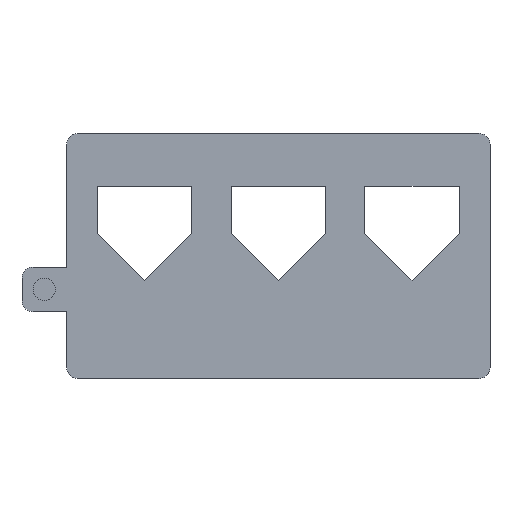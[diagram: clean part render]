
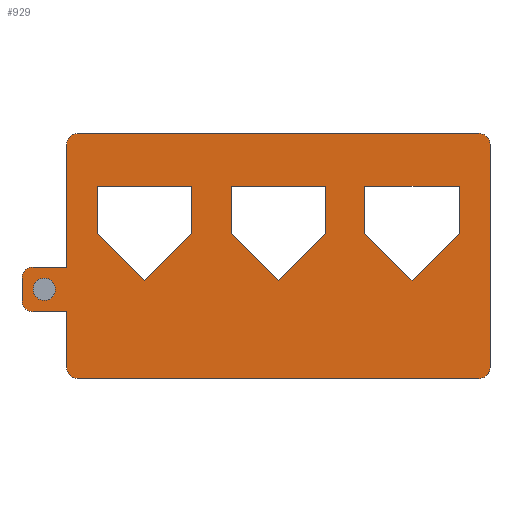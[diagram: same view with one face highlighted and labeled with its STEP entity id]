
A CAD part, top view. The second image highlights one B-rep face of the part: STEP entity #929.
In plain terms, the highlighted planar face has unit normal (0, 0, 1).
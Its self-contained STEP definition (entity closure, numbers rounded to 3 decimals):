
#32=CARTESIAN_POINT('',(-22.,-2.999,17.9));
#33=VERTEX_POINT('',#32);
#50=CARTESIAN_POINT('',(-19.,-2.999,17.9));
#51=VERTEX_POINT('',#50);
#58=CARTESIAN_POINT('',(-22.,-2.999,17.9));
#59=DIRECTION('',(1.,0.,-0.));
#60=VECTOR('',#59,3.);
#61=LINE('',#58,#60);
#62=EDGE_CURVE('',#33,#51,#61,.T.);
#72=CARTESIAN_POINT('',(18.,13.001,17.9));
#73=VERTEX_POINT('',#72);
#90=CARTESIAN_POINT('',(-18.,13.001,17.9));
#91=VERTEX_POINT('',#90);
#98=CARTESIAN_POINT('',(18.,13.001,17.9));
#99=DIRECTION('',(-1.,0.,0.));
#100=VECTOR('',#99,36.);
#101=LINE('',#98,#100);
#102=EDGE_CURVE('',#73,#91,#101,.T.);
#364=CARTESIAN_POINT('',(16.242,4.001,17.9));
#365=VERTEX_POINT('',#364);
#366=CARTESIAN_POINT('',(12.,-0.242,17.9));
#367=VERTEX_POINT('',#366);
#368=CARTESIAN_POINT('',(16.242,4.001,17.9));
#369=DIRECTION('',(-0.707,-0.707,0.));
#370=VECTOR('',#369,6.);
#371=LINE('',#368,#370);
#372=EDGE_CURVE('',#365,#367,#371,.T.);
#395=CARTESIAN_POINT('',(7.757,4.001,17.9));
#396=VERTEX_POINT('',#395);
#397=CARTESIAN_POINT('',(12.,-0.242,17.9));
#398=DIRECTION('',(-0.707,0.707,0.));
#399=VECTOR('',#398,6.);
#400=LINE('',#397,#399);
#401=EDGE_CURVE('',#367,#396,#400,.T.);
#419=CARTESIAN_POINT('',(7.757,8.243,17.9));
#420=VERTEX_POINT('',#419);
#421=CARTESIAN_POINT('',(7.757,8.243,17.9));
#422=DIRECTION('',(0.,-1.,0.));
#423=VECTOR('',#422,4.242);
#424=LINE('',#421,#423);
#425=EDGE_CURVE('',#420,#396,#424,.T.);
#443=CARTESIAN_POINT('',(16.242,8.243,17.9));
#444=VERTEX_POINT('',#443);
#445=CARTESIAN_POINT('',(7.757,8.243,17.9));
#446=DIRECTION('',(1.,0.,-0.));
#447=VECTOR('',#446,8.485);
#448=LINE('',#445,#447);
#449=EDGE_CURVE('',#420,#444,#448,.T.);
#467=CARTESIAN_POINT('',(4.242,8.243,17.9));
#468=VERTEX_POINT('',#467);
#469=CARTESIAN_POINT('',(-4.243,8.243,17.9));
#470=VERTEX_POINT('',#469);
#471=CARTESIAN_POINT('',(4.242,8.243,17.9));
#472=DIRECTION('',(-1.,0.,0.));
#473=VECTOR('',#472,8.485);
#474=LINE('',#471,#473);
#475=EDGE_CURVE('',#468,#470,#474,.T.);
#498=CARTESIAN_POINT('',(4.242,4.001,17.9));
#499=VERTEX_POINT('',#498);
#500=CARTESIAN_POINT('',(4.242,4.001,17.9));
#501=DIRECTION('',(0.,1.,0.));
#502=VECTOR('',#501,4.243);
#503=LINE('',#500,#502);
#504=EDGE_CURVE('',#499,#468,#503,.T.);
#522=CARTESIAN_POINT('',(0.,-0.242,17.9));
#523=VERTEX_POINT('',#522);
#524=CARTESIAN_POINT('',(4.242,4.001,17.9));
#525=DIRECTION('',(-0.707,-0.707,0.));
#526=VECTOR('',#525,6.);
#527=LINE('',#524,#526);
#528=EDGE_CURVE('',#499,#523,#527,.T.);
#546=CARTESIAN_POINT('',(-4.243,4.001,17.9));
#547=VERTEX_POINT('',#546);
#548=CARTESIAN_POINT('',(0.,-0.242,17.9));
#549=DIRECTION('',(-0.707,0.707,0.));
#550=VECTOR('',#549,6.);
#551=LINE('',#548,#550);
#552=EDGE_CURVE('',#523,#547,#551,.T.);
#570=CARTESIAN_POINT('',(-23.,0.001,17.9));
#571=VERTEX_POINT('',#570);
#588=CARTESIAN_POINT('',(-23.,-1.999,17.9));
#589=VERTEX_POINT('',#588);
#596=CARTESIAN_POINT('',(-23.,0.001,17.9));
#597=DIRECTION('',(0.,-1.,0.));
#598=VECTOR('',#597,2.);
#599=LINE('',#596,#598);
#600=EDGE_CURVE('',#571,#589,#599,.T.);
#610=CARTESIAN_POINT('',(-7.758,8.243,17.9));
#611=VERTEX_POINT('',#610);
#612=CARTESIAN_POINT('',(-16.243,8.243,17.9));
#613=VERTEX_POINT('',#612);
#614=CARTESIAN_POINT('',(-7.758,8.243,17.9));
#615=DIRECTION('',(-1.,0.,0.));
#616=VECTOR('',#615,8.485);
#617=LINE('',#614,#616);
#618=EDGE_CURVE('',#611,#613,#617,.T.);
#641=CARTESIAN_POINT('',(-7.758,4.001,17.9));
#642=VERTEX_POINT('',#641);
#643=CARTESIAN_POINT('',(-7.758,4.001,17.9));
#644=DIRECTION('',(0.,1.,0.));
#645=VECTOR('',#644,4.243);
#646=LINE('',#643,#645);
#647=EDGE_CURVE('',#642,#611,#646,.T.);
#665=CARTESIAN_POINT('',(-12.,-0.242,17.9));
#666=VERTEX_POINT('',#665);
#667=CARTESIAN_POINT('',(-7.758,4.001,17.9));
#668=DIRECTION('',(-0.707,-0.707,0.));
#669=VECTOR('',#668,6.);
#670=LINE('',#667,#669);
#671=EDGE_CURVE('',#642,#666,#670,.T.);
#689=CARTESIAN_POINT('',(-16.243,4.001,17.9));
#690=VERTEX_POINT('',#689);
#691=CARTESIAN_POINT('',(-12.,-0.242,17.9));
#692=DIRECTION('',(-0.707,0.707,0.));
#693=VECTOR('',#692,6.);
#694=LINE('',#691,#693);
#695=EDGE_CURVE('',#666,#690,#694,.T.);
#713=CARTESIAN_POINT('',(-4.243,4.001,17.9));
#714=DIRECTION('',(0.,1.,0.));
#715=VECTOR('',#714,4.242);
#716=LINE('',#713,#715);
#717=EDGE_CURVE('',#547,#470,#716,.T.);
#730=CARTESIAN_POINT('',(19.,-7.999,17.9));
#731=VERTEX_POINT('',#730);
#748=CARTESIAN_POINT('',(19.,12.001,17.9));
#749=VERTEX_POINT('',#748);
#756=CARTESIAN_POINT('',(19.,-7.999,17.9));
#757=DIRECTION('',(0.,1.,0.));
#758=VECTOR('',#757,20.);
#759=LINE('',#756,#758);
#760=EDGE_CURVE('',#731,#749,#759,.T.);
#770=CARTESIAN_POINT('',(-16.243,8.243,17.9));
#771=DIRECTION('',(0.,-1.,0.));
#772=VECTOR('',#771,4.242);
#773=LINE('',#770,#772);
#774=EDGE_CURVE('',#613,#690,#773,.T.);
#787=CARTESIAN_POINT('',(16.242,4.001,17.9));
#788=DIRECTION('',(0.,1.,0.));
#789=VECTOR('',#788,4.243);
#790=LINE('',#787,#789);
#791=EDGE_CURVE('',#365,#444,#790,.T.);
#799=CARTESIAN_POINT('',(0.,4.002,17.9));
#800=DIRECTION('',(0.,0.,1.));
#801=DIRECTION('',(1.,0.,0.));
#802=AXIS2_PLACEMENT_3D('',#799,#800,#801);
#803=PLANE('',#802);
#804=CARTESIAN_POINT('',(-22.,-0.999,17.9));
#805=VERTEX_POINT('',#804);
#806=CARTESIAN_POINT('',(-20.,-0.999,17.9));
#807=VERTEX_POINT('',#806);
#808=CARTESIAN_POINT('',(-21.,-0.999,17.9));
#809=DIRECTION('',(0.,0.,1.));
#810=DIRECTION('',(1.,0.,-0.));
#811=AXIS2_PLACEMENT_3D('',#808,#809,#810);
#812=CIRCLE('',#811,1.);
#813=EDGE_CURVE('',#805,#807,#812,.T.);
#814=ORIENTED_EDGE('',*,*,#813,.F.);
#815=CARTESIAN_POINT('',(-21.,-0.999,17.9));
#816=DIRECTION('',(0.,0.,1.));
#817=DIRECTION('',(1.,0.,-0.));
#818=AXIS2_PLACEMENT_3D('',#815,#816,#817);
#819=CIRCLE('',#818,1.);
#820=EDGE_CURVE('',#807,#805,#819,.T.);
#821=ORIENTED_EDGE('',*,*,#820,.F.);
#822=EDGE_LOOP('',(#814,#821));
#823=FACE_BOUND('',#822,.T.);
#824=ORIENTED_EDGE('',*,*,#760,.T.);
#825=CARTESIAN_POINT('',(18.,12.001,17.9));
#826=DIRECTION('',(0.,0.,1.));
#827=DIRECTION('',(1.,0.,-0.));
#828=AXIS2_PLACEMENT_3D('',#825,#826,#827);
#829=CIRCLE('',#828,1.);
#830=EDGE_CURVE('',#749,#73,#829,.T.);
#831=ORIENTED_EDGE('',*,*,#830,.T.);
#832=ORIENTED_EDGE('',*,*,#102,.T.);
#833=CARTESIAN_POINT('',(-19.,12.001,17.9));
#834=VERTEX_POINT('',#833);
#835=CARTESIAN_POINT('',(-18.,12.001,17.9));
#836=DIRECTION('',(0.,0.,1.));
#837=DIRECTION('',(1.,0.,-0.));
#838=AXIS2_PLACEMENT_3D('',#835,#836,#837);
#839=CIRCLE('',#838,1.);
#840=EDGE_CURVE('',#91,#834,#839,.T.);
#841=ORIENTED_EDGE('',*,*,#840,.T.);
#842=CARTESIAN_POINT('',(-19.,1.001,17.9));
#843=VERTEX_POINT('',#842);
#844=CARTESIAN_POINT('',(-19.,12.001,17.9));
#845=DIRECTION('',(0.,-1.,0.));
#846=VECTOR('',#845,11.);
#847=LINE('',#844,#846);
#848=EDGE_CURVE('',#834,#843,#847,.T.);
#849=ORIENTED_EDGE('',*,*,#848,.T.);
#850=CARTESIAN_POINT('',(-22.,1.001,17.9));
#851=VERTEX_POINT('',#850);
#852=CARTESIAN_POINT('',(-22.,1.001,17.9));
#853=DIRECTION('',(1.,0.,-0.));
#854=VECTOR('',#853,3.);
#855=LINE('',#852,#854);
#856=EDGE_CURVE('',#851,#843,#855,.T.);
#857=ORIENTED_EDGE('',*,*,#856,.F.);
#858=CARTESIAN_POINT('',(-22.,0.001,17.9));
#859=DIRECTION('',(0.,0.,1.));
#860=DIRECTION('',(1.,0.,-0.));
#861=AXIS2_PLACEMENT_3D('',#858,#859,#860);
#862=CIRCLE('',#861,1.);
#863=EDGE_CURVE('',#851,#571,#862,.T.);
#864=ORIENTED_EDGE('',*,*,#863,.T.);
#865=ORIENTED_EDGE('',*,*,#600,.T.);
#866=CARTESIAN_POINT('',(-22.,-1.999,17.9));
#867=DIRECTION('',(0.,0.,1.));
#868=DIRECTION('',(1.,0.,-0.));
#869=AXIS2_PLACEMENT_3D('',#866,#867,#868);
#870=CIRCLE('',#869,1.);
#871=EDGE_CURVE('',#589,#33,#870,.T.);
#872=ORIENTED_EDGE('',*,*,#871,.T.);
#873=ORIENTED_EDGE('',*,*,#62,.T.);
#874=CARTESIAN_POINT('',(-19.,-7.999,17.9));
#875=VERTEX_POINT('',#874);
#876=CARTESIAN_POINT('',(-19.,-7.999,17.9));
#877=DIRECTION('',(0.,1.,0.));
#878=VECTOR('',#877,5.);
#879=LINE('',#876,#878);
#880=EDGE_CURVE('',#875,#51,#879,.T.);
#881=ORIENTED_EDGE('',*,*,#880,.F.);
#882=CARTESIAN_POINT('',(-18.,-8.999,17.9));
#883=VERTEX_POINT('',#882);
#884=CARTESIAN_POINT('',(-18.,-7.999,17.9));
#885=DIRECTION('',(0.,0.,1.));
#886=DIRECTION('',(1.,0.,-0.));
#887=AXIS2_PLACEMENT_3D('',#884,#885,#886);
#888=CIRCLE('',#887,1.);
#889=EDGE_CURVE('',#875,#883,#888,.T.);
#890=ORIENTED_EDGE('',*,*,#889,.T.);
#891=CARTESIAN_POINT('',(18.,-8.999,17.9));
#892=VERTEX_POINT('',#891);
#893=CARTESIAN_POINT('',(-18.,-8.999,17.9));
#894=DIRECTION('',(1.,0.,-0.));
#895=VECTOR('',#894,36.);
#896=LINE('',#893,#895);
#897=EDGE_CURVE('',#883,#892,#896,.T.);
#898=ORIENTED_EDGE('',*,*,#897,.T.);
#899=CARTESIAN_POINT('',(18.,-7.999,17.9));
#900=DIRECTION('',(0.,0.,1.));
#901=DIRECTION('',(1.,0.,-0.));
#902=AXIS2_PLACEMENT_3D('',#899,#900,#901);
#903=CIRCLE('',#902,1.);
#904=EDGE_CURVE('',#892,#731,#903,.T.);
#905=ORIENTED_EDGE('',*,*,#904,.T.);
#906=EDGE_LOOP('',(#824,#831,#832,#841,#849,#857,#864,#865,#872,#873,#881,#890,#898,#905));
#907=FACE_BOUND('',#906,.T.);
#908=ORIENTED_EDGE('',*,*,#618,.F.);
#909=ORIENTED_EDGE('',*,*,#647,.F.);
#910=ORIENTED_EDGE('',*,*,#671,.T.);
#911=ORIENTED_EDGE('',*,*,#695,.T.);
#912=ORIENTED_EDGE('',*,*,#774,.F.);
#913=EDGE_LOOP('',(#908,#909,#910,#911,#912));
#914=FACE_BOUND('',#913,.T.);
#915=ORIENTED_EDGE('',*,*,#475,.F.);
#916=ORIENTED_EDGE('',*,*,#504,.F.);
#917=ORIENTED_EDGE('',*,*,#528,.T.);
#918=ORIENTED_EDGE('',*,*,#552,.T.);
#919=ORIENTED_EDGE('',*,*,#717,.T.);
#920=EDGE_LOOP('',(#915,#916,#917,#918,#919));
#921=FACE_BOUND('',#920,.T.);
#922=ORIENTED_EDGE('',*,*,#372,.T.);
#923=ORIENTED_EDGE('',*,*,#401,.T.);
#924=ORIENTED_EDGE('',*,*,#425,.F.);
#925=ORIENTED_EDGE('',*,*,#449,.T.);
#926=ORIENTED_EDGE('',*,*,#791,.F.);
#927=EDGE_LOOP('',(#922,#923,#924,#925,#926));
#928=FACE_BOUND('',#927,.T.);
#929=ADVANCED_FACE('',(#823,#907,#914,#921,#928),#803,.T.);
